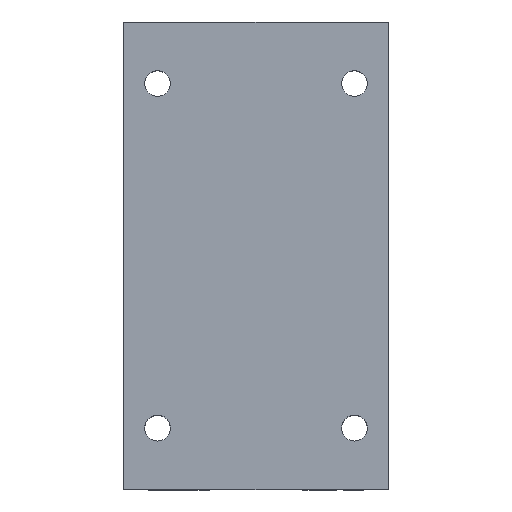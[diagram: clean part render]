
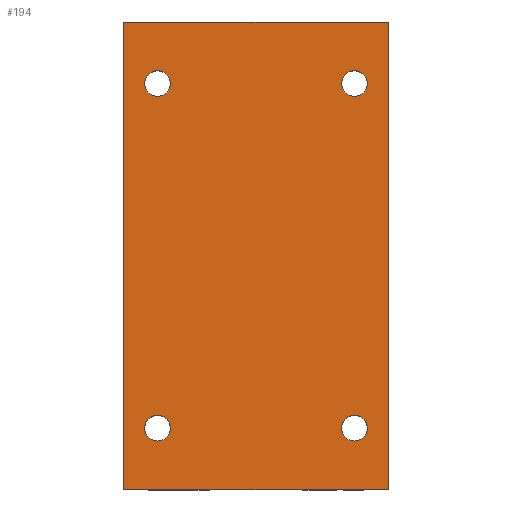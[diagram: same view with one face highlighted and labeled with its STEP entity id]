
A CAD part, top view. The second image highlights one B-rep face of the part: STEP entity #194.
In plain terms, the highlighted planar face has unit normal (0, 0, 1).
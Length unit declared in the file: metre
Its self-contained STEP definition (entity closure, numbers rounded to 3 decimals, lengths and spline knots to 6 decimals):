
#194 = ADVANCED_FACE( '', ( #406, #407, #408, #409, #410 ), #411, .T. );
#406 = FACE_BOUND( '', #624, .T. );
#407 = FACE_BOUND( '', #625, .T. );
#408 = FACE_OUTER_BOUND( '', #626, .T. );
#409 = FACE_BOUND( '', #627, .T. );
#410 = FACE_BOUND( '', #628, .T. );
#411 = PLANE( '', #629 );
#624 = EDGE_LOOP( '', ( #1153 ) );
#625 = EDGE_LOOP( '', ( #1154 ) );
#626 = EDGE_LOOP( '', ( #1155, #1156, #1157, #1158 ) );
#627 = EDGE_LOOP( '', ( #1159 ) );
#628 = EDGE_LOOP( '', ( #1160 ) );
#629 = AXIS2_PLACEMENT_3D( '', #1161, #1162, #1163 );
#1153 = ORIENTED_EDGE( '', *, *, #1421, .T. );
#1154 = ORIENTED_EDGE( '', *, *, #1253, .T. );
#1155 = ORIENTED_EDGE( '', *, *, #1446, .F. );
#1156 = ORIENTED_EDGE( '', *, *, #1363, .F. );
#1157 = ORIENTED_EDGE( '', *, *, #1400, .T. );
#1158 = ORIENTED_EDGE( '', *, *, #1303, .T. );
#1159 = ORIENTED_EDGE( '', *, *, #1313, .T. );
#1160 = ORIENTED_EDGE( '', *, *, #1267, .T. );
#1161 = CARTESIAN_POINT( '', ( -0.0215, -0.038, 0.025 ) );
#1162 = DIRECTION( '', ( 0., 0., 1. ) );
#1163 = DIRECTION( '', ( 1., 0., 0. ) );
#1253 = EDGE_CURVE( '', #1495, #1495, #1496, .T. );
#1267 = EDGE_CURVE( '', #1519, #1519, #1520, .T. );
#1303 = EDGE_CURVE( '', #1582, #1580, #1583, .T. );
#1313 = EDGE_CURVE( '', #1597, #1597, #1598, .T. );
#1363 = EDGE_CURVE( '', #1680, #1682, #1683, .T. );
#1400 = EDGE_CURVE( '', #1680, #1582, #1737, .T. );
#1421 = EDGE_CURVE( '', #1758, #1758, #1759, .T. );
#1446 = EDGE_CURVE( '', #1682, #1580, #1787, .T. );
#1495 = VERTEX_POINT( '', #1850 );
#1496 = CIRCLE( '', #1851, 0.0021 );
#1519 = VERTEX_POINT( '', #1880 );
#1520 = CIRCLE( '', #1881, 0.0021 );
#1580 = VERTEX_POINT( '', #1964 );
#1582 = VERTEX_POINT( '', #1967 );
#1583 = LINE( '', #1968, #1969 );
#1597 = VERTEX_POINT( '', #2042 );
#1598 = CIRCLE( '', #2043, 0.0021 );
#1680 = VERTEX_POINT( '', #2212 );
#1682 = VERTEX_POINT( '', #2215 );
#1683 = LINE( '', #2216, #2217 );
#1737 = LINE( '', #2297, #2298 );
#1758 = VERTEX_POINT( '', #2324 );
#1759 = CIRCLE( '', #2325, 0.0021 );
#1787 = LINE( '', #2402, #2403 );
#1850 = CARTESIAN_POINT( '', ( 0.0181, 0.028, 0.025 ) );
#1851 = AXIS2_PLACEMENT_3D( '', #2442, #2443, #2444 );
#1880 = CARTESIAN_POINT( '', ( -0.0139, -0.028, 0.025 ) );
#1881 = AXIS2_PLACEMENT_3D( '', #2463, #2464, #2465 );
#1964 = CARTESIAN_POINT( '', ( 0.0215, 0.038, 0.025 ) );
#1967 = CARTESIAN_POINT( '', ( 0.0215, -0.038, 0.025 ) );
#1968 = CARTESIAN_POINT( '', ( 0.0215, -0.038, 0.025 ) );
#1969 = VECTOR( '', #2508, 1. );
#2042 = CARTESIAN_POINT( '', ( 0.0181, -0.028, 0.025 ) );
#2043 = AXIS2_PLACEMENT_3D( '', #2516, #2517, #2518 );
#2212 = CARTESIAN_POINT( '', ( -0.0215, -0.038, 0.025 ) );
#2215 = CARTESIAN_POINT( '', ( -0.0215, 0.038, 0.025 ) );
#2216 = CARTESIAN_POINT( '', ( -0.0215, -0.038, 0.025 ) );
#2217 = VECTOR( '', #2570, 1. );
#2297 = CARTESIAN_POINT( '', ( -0.0215, -0.038, 0.025 ) );
#2298 = VECTOR( '', #2606, 1. );
#2324 = CARTESIAN_POINT( '', ( -0.0139, 0.028, 0.025 ) );
#2325 = AXIS2_PLACEMENT_3D( '', #2633, #2634, #2635 );
#2402 = CARTESIAN_POINT( '', ( -0.0215, 0.038, 0.025 ) );
#2403 = VECTOR( '', #2651, 1. );
#2442 = CARTESIAN_POINT( '', ( 0.016, 0.028, 0.025 ) );
#2443 = DIRECTION( '', ( 0., 0., -1. ) );
#2444 = DIRECTION( '', ( 1., 0., 0. ) );
#2463 = CARTESIAN_POINT( '', ( -0.016, -0.028, 0.025 ) );
#2464 = DIRECTION( '', ( 0., 0., -1. ) );
#2465 = DIRECTION( '', ( 1., 0., 0. ) );
#2508 = DIRECTION( '', ( 0., 1., 0. ) );
#2516 = CARTESIAN_POINT( '', ( 0.016, -0.028, 0.025 ) );
#2517 = DIRECTION( '', ( 0., 0., -1. ) );
#2518 = DIRECTION( '', ( 1., 0., 0. ) );
#2570 = DIRECTION( '', ( 0., 1., 0. ) );
#2606 = DIRECTION( '', ( 1., 0., 0. ) );
#2633 = CARTESIAN_POINT( '', ( -0.016, 0.028, 0.025 ) );
#2634 = DIRECTION( '', ( 0., 0., -1. ) );
#2635 = DIRECTION( '', ( 1., 0., 0. ) );
#2651 = DIRECTION( '', ( 1., 0., 0. ) );
